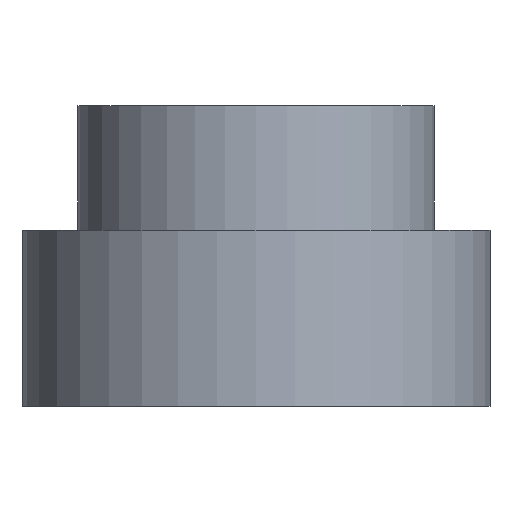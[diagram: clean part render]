
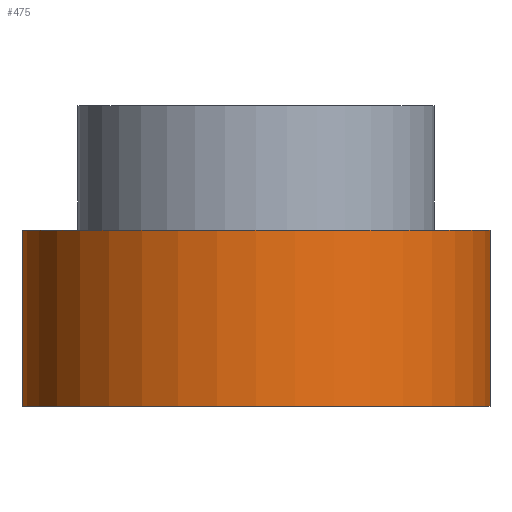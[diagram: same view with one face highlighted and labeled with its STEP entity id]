
A CAD part, left-side view. The second image highlights one B-rep face of the part: STEP entity #475.
In plain terms, the highlighted cylindrical face has radius 5.65 mm (diameter 11.3 mm), a partial arc.
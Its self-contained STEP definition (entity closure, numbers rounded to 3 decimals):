
#74=FACE_OUTER_BOUND('',#112,.T.);
#112=EDGE_LOOP('',(#431,#432,#433,#434));
#152=LINE('',#813,#192);
#153=LINE('',#815,#193);
#192=VECTOR('',#678,10.);
#193=VECTOR('',#681,10.);
#200=CIRCLE('',#503,5.65);
#209=CIRCLE('',#519,5.65);
#227=VERTEX_POINT('',#722);
#228=VERTEX_POINT('',#724);
#239=VERTEX_POINT('',#757);
#240=VERTEX_POINT('',#759);
#271=EDGE_CURVE('',#228,#227,#200,.T.);
#287=EDGE_CURVE('',#239,#240,#209,.T.);
#314=EDGE_CURVE('',#227,#240,#152,.T.);
#315=EDGE_CURVE('',#228,#239,#153,.T.);
#431=ORIENTED_EDGE('',*,*,#271,.T.);
#432=ORIENTED_EDGE('',*,*,#314,.T.);
#433=ORIENTED_EDGE('',*,*,#287,.F.);
#434=ORIENTED_EDGE('',*,*,#315,.F.);
#449=CYLINDRICAL_SURFACE('',#539,5.65);
#475=ADVANCED_FACE('',(#74),#449,.T.);
#503=AXIS2_PLACEMENT_3D('',#725,#579,#580);
#519=AXIS2_PLACEMENT_3D('',#760,#618,#619);
#539=AXIS2_PLACEMENT_3D('',#814,#679,#680);
#579=DIRECTION('center_axis',(0.,0.,1.));
#580=DIRECTION('ref_axis',(1.,0.,0.));
#618=DIRECTION('center_axis',(0.,0.,1.));
#619=DIRECTION('ref_axis',(1.,0.,0.));
#678=DIRECTION('',(0.,0.,1.));
#679=DIRECTION('center_axis',(0.,0.,1.));
#680=DIRECTION('ref_axis',(-1.,0.,0.));
#681=DIRECTION('',(0.,0.,1.));
#722=CARTESIAN_POINT('',(1.63,-5.41,0.));
#724=CARTESIAN_POINT('',(1.63,5.41,0.));
#725=CARTESIAN_POINT('Origin',(0.,0.,0.));
#757=CARTESIAN_POINT('',(1.63,5.41,4.25));
#759=CARTESIAN_POINT('',(1.63,-5.41,4.25));
#760=CARTESIAN_POINT('Origin',(0.,0.,4.25));
#813=CARTESIAN_POINT('',(1.63,-5.41,0.));
#814=CARTESIAN_POINT('Origin',(0.,0.,0.));
#815=CARTESIAN_POINT('',(1.63,5.41,0.));
